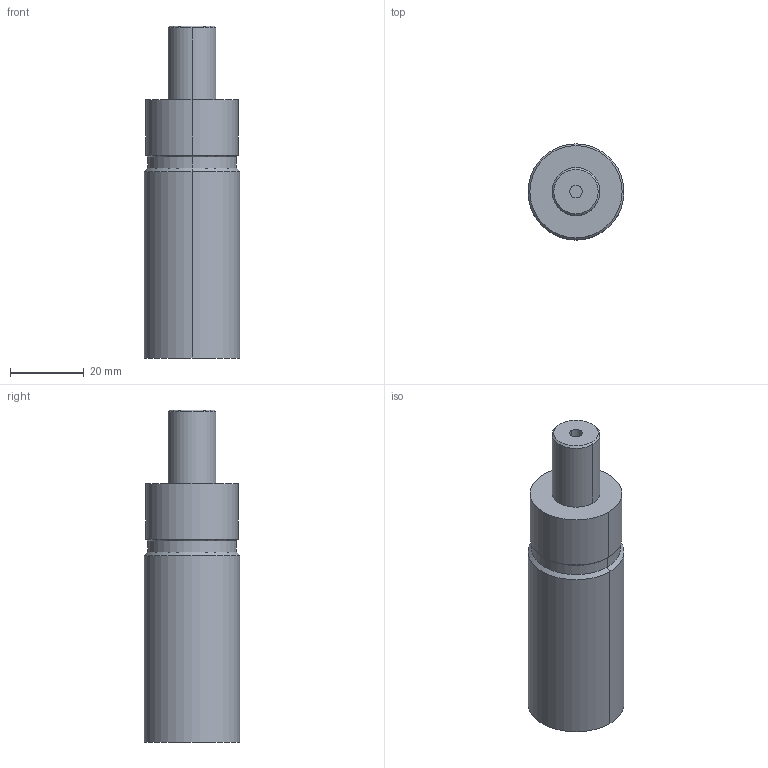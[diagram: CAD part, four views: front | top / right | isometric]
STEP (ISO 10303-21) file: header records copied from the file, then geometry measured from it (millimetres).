
FILE_DESCRIPTION((''),'2;1');
FILE_NAME('8423002690','2020-06-09T11:23:35',('thiemer'),(''),'CREO PARAMETRIC BY PTC INC, 2018400','CREO PARAMETRIC BY PTC INC, 2018400','');
FILE_SCHEMA(('AUTOMOTIVE_DESIGN { 1 0 10303 214 1 1 1 1 }'));
Length unit declared in the file: millimetre
Products named in the file (1): 8423002690
Bounding box: 26 x 26 x 90 mm (x, y, z)
Volume: 38602.3 mm3; surface area: 7877.5 mm2
Topology: 1 solids, 1 shells, 20 faces, 38 edges, 22 vertices
Faces by surface type: cylinder 10, cone 6, plane 4
Entity records: 1054 total; most frequent: DIRECTION 134, CARTESIAN_POINT 104, ORIENTED_EDGE 76, PRESENTATION_STYLE_ASSIGNMENT 60, STYLED_ITEM 60, CURVE_STYLE 59, AXIS2_PLACEMENT_3D 54, PROPERTY_DEFINITION 44
